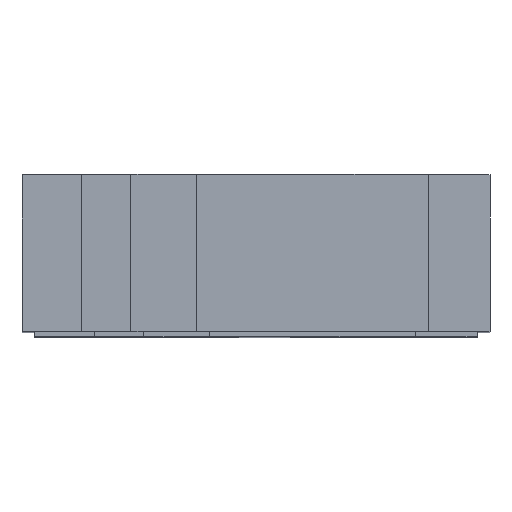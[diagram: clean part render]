
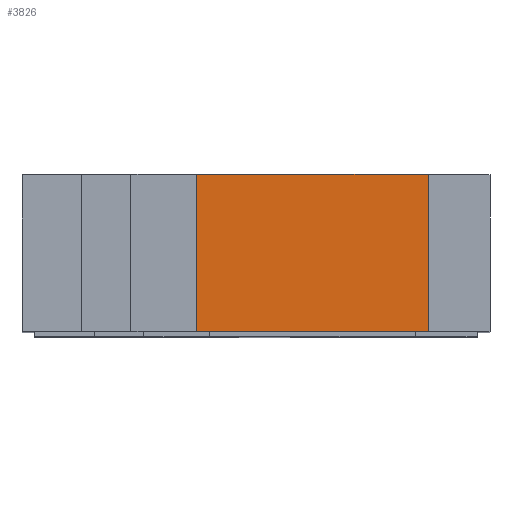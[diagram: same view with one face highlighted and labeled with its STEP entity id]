
A CAD part, top view. The second image highlights one B-rep face of the part: STEP entity #3826.
In plain terms, the highlighted planar face has unit normal (0, 0, 1).
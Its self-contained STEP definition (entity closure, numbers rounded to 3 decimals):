
#29 = LINE ( 'NONE', #1943, #4675 ) ;
#257 = LINE ( 'NONE', #5215, #403 ) ;
#403 = VECTOR ( 'NONE', #3960, 1000. ) ;
#407 = EDGE_CURVE ( 'NONE', #2078, #7979, #29, .T. ) ;
#1125 = LINE ( 'NONE', #3610, #6445 ) ;
#1495 = CARTESIAN_POINT ( 'NONE',  ( 0., 3148., 15919. ) ) ;
#1943 = CARTESIAN_POINT ( 'NONE',  ( 3140., 3148., 15919. ) ) ;
#1956 = CARTESIAN_POINT ( 'NONE',  ( 7640., 3148., 15919. ) ) ;
#2078 = VERTEX_POINT ( 'NONE', #2300 ) ;
#2154 = EDGE_CURVE ( 'NONE', #7979, #6954, #1125, .T. ) ;
#2300 = CARTESIAN_POINT ( 'NONE',  ( 3140., 3148., 15919. ) ) ;
#2574 = EDGE_CURVE ( 'NONE', #4982, #6954, #5727, .T. ) ;
#2714 = FACE_OUTER_BOUND ( 'NONE', #7739, .T. ) ;
#2835 = CARTESIAN_POINT ( 'NONE',  ( 7640., 100., 15919. ) ) ;
#2968 = AXIS2_PLACEMENT_3D ( 'NONE', #1495, #5191, #6431 ) ;
#3181 = CARTESIAN_POINT ( 'NONE',  ( 3140., 100., 15919. ) ) ;
#3610 = CARTESIAN_POINT ( 'NONE',  ( 0., 100., 15919. ) ) ;
#3773 = CARTESIAN_POINT ( 'NONE',  ( 7640., 3148., 15919. ) ) ;
#3826 = ADVANCED_FACE ( 'NONE', ( #2714 ), #7080, .F. ) ;
#3960 = DIRECTION ( 'NONE',  ( 1., 0., 0. ) ) ;
#4675 = VECTOR ( 'NONE', #4987, 1000. ) ;
#4982 = VERTEX_POINT ( 'NONE', #1956 ) ;
#4987 = DIRECTION ( 'NONE',  ( 0., -1., 0. ) ) ;
#5191 = DIRECTION ( 'NONE',  ( 0., 0., -1. ) ) ;
#5215 = CARTESIAN_POINT ( 'NONE',  ( 0., 3148., 15919. ) ) ;
#5368 = ORIENTED_EDGE ( 'NONE', *, *, #7634, .F. ) ;
#5727 = LINE ( 'NONE', #3773, #7894 ) ;
#5766 = DIRECTION ( 'NONE',  ( 0., -1., 0. ) ) ;
#5954 = ORIENTED_EDGE ( 'NONE', *, *, #2574, .F. ) ;
#6431 = DIRECTION ( 'NONE',  ( -1., 0., 0. ) ) ;
#6445 = VECTOR ( 'NONE', #7358, 1000. ) ;
#6954 = VERTEX_POINT ( 'NONE', #2835 ) ;
#7080 = PLANE ( 'NONE',  #2968 ) ;
#7107 = ORIENTED_EDGE ( 'NONE', *, *, #2154, .T. ) ;
#7358 = DIRECTION ( 'NONE',  ( 1., 0., 0. ) ) ;
#7634 = EDGE_CURVE ( 'NONE', #2078, #4982, #257, .T. ) ;
#7739 = EDGE_LOOP ( 'NONE', ( #7107, #5954, #5368, #7811 ) ) ;
#7811 = ORIENTED_EDGE ( 'NONE', *, *, #407, .T. ) ;
#7894 = VECTOR ( 'NONE', #5766, 1000. ) ;
#7979 = VERTEX_POINT ( 'NONE', #3181 ) ;
